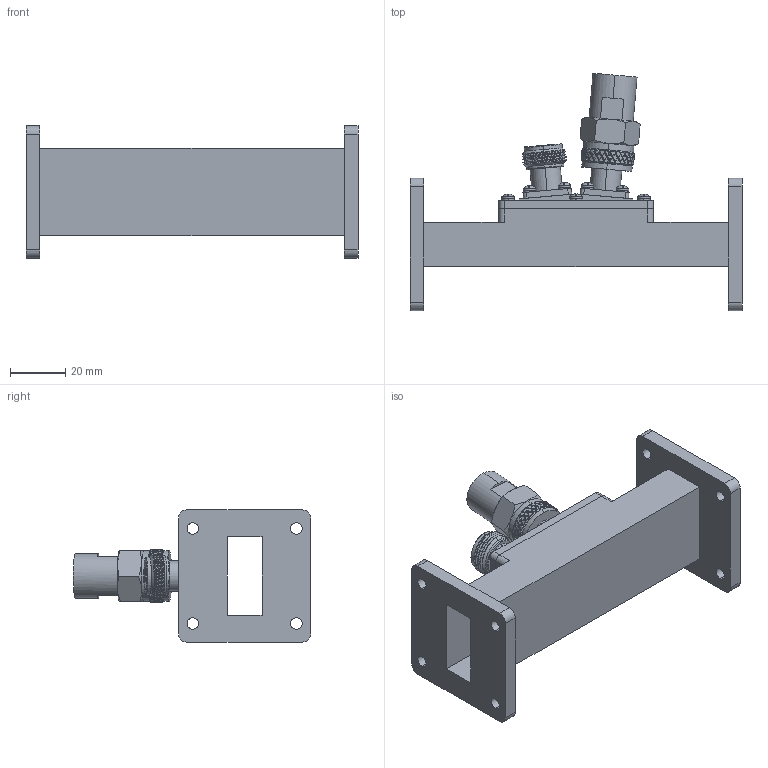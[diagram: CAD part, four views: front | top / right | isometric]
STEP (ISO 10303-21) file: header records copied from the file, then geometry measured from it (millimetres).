
FILE_DESCRIPTION (( 'STEP AP214' ), '1' );
FILE_NAME ('FMWCP1101N-30_3D.step', '2024-05-23T18:03:21', ( '' ), ( '' ), 'SwSTEP 2.0', 'SolidWorks 2022', '' );
FILE_SCHEMA (( 'AUTOMOTIVE_DESIGN' ));
Length unit declared in the file: inch
Products named in the file (7): Washer^FMWCP1101N-30; M2.5x8mm GOST 17473-80^FMWCP1101N-30; FMWCP1101N-body^FMWCP1101N-30; N female^FMWCP1101N-30_No screws; Panel - PEWCP1101N^FMWCP1101N-30; Coaxial Terminal^FMWCP1101N-30; FMWCP1101N-30_3D
Assembly tree (32 placements, depth 2):
  FMWCP1101N-30_3D
    FMWCP1101N-body^FMWCP1101N-30
    Panel - PEWCP1101N^FMWCP1101N-30
    N female^FMWCP1101N-30_No screws
    Coaxial Terminal^FMWCP1101N-30
    Washer^FMWCP1101N-30  x14
    M2.5x8mm GOST 17473-80^FMWCP1101N-30  x14
Bounding box: 120 x 85.82 x 47.8 mm (x, y, z)
Volume: 62343.3 mm3; surface area: 42574.7 mm2
Topology: 32 solids, 32 shells, 1296 faces, 3048 edges, 1857 vertices
Faces by surface type: bspline 483, cylinder 426, plane 304, cone 55, torus 28
Entity records: 35884 total; most frequent: CARTESIAN_POINT 18559, ORIENTED_EDGE 4328, EDGE_CURVE 2164, DIRECTION 2107, VERTEX_POINT 1285, EDGE_LOOP 993, FACE_OUTER_BOUND 919, ADVANCED_FACE 919
